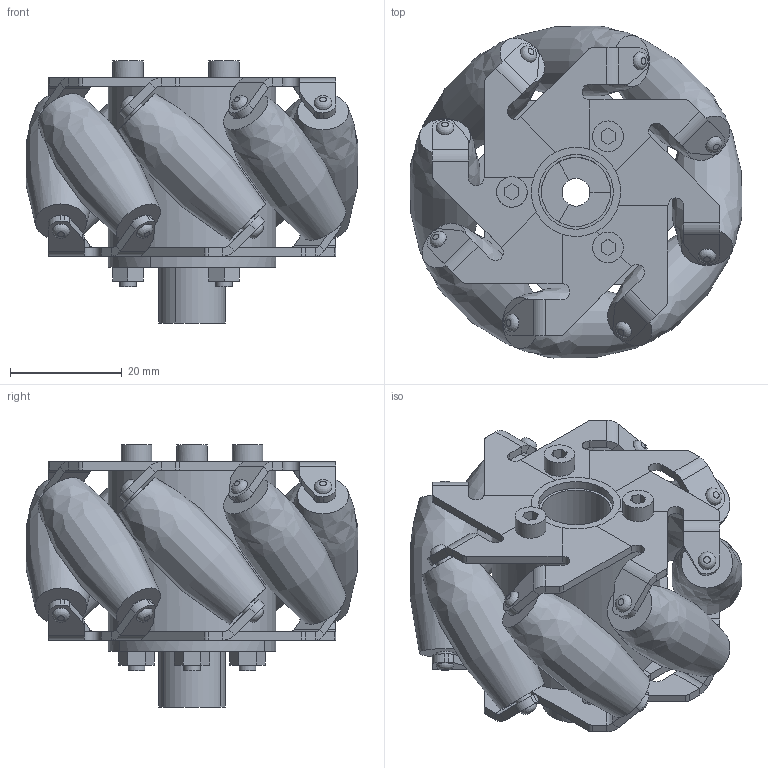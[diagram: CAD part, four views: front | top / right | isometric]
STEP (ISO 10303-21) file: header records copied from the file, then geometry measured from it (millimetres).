
FILE_DESCRIPTION(('FreeCAD Model'),'2;1');
FILE_NAME('Open CASCADE Shape Model','2023-10-03T12:54:42',(''),(''), 'Open CASCADE STEP processor 7.6','FreeCAD','Unknown');
FILE_SCHEMA(('AUTOMOTIVE_DESIGN { 1 0 10303 214 1 1 1 1 }'));
Length unit declared in the file: millimetre
Products named in the file (1): MecanumWheel(HLVR)
Bounding box: 59.55 x 59.55 x 47 mm (x, y, z)
Volume: 49349.3 mm3; surface area: 21458.7 mm2
Topology: 1 solids, 1 shells, 487 faces, 1135 edges, 693 vertices
Faces by surface type: plane 300, cylinder 163, revolution 24
Full cylindrical faces by diameter (mm): 3 x3, 3.2 x32, 5.5 x3, 12.4 x1, 13.4 x2, 30 x1
Entity records: 31761 total; most frequent: CARTESIAN_POINT 6174, DIRECTION 4297, LINE 2304, VECTOR 2304, ORIENTED_EDGE 2270, PCURVE 2270, DEFINITIONAL_REPRESENTATION 2270, EDGE_CURVE 1135
